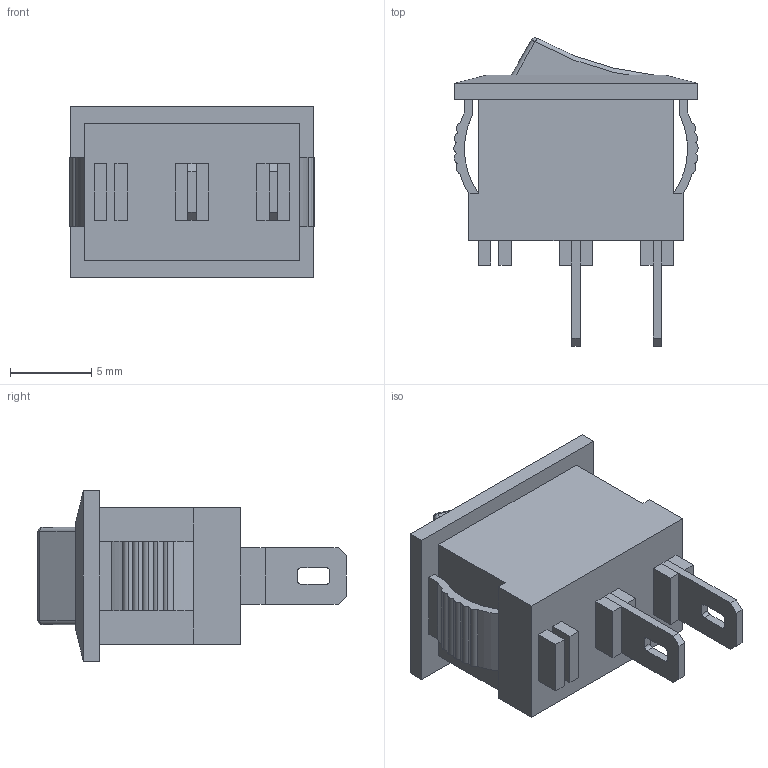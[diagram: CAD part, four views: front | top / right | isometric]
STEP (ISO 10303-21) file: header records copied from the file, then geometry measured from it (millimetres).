
FILE_DESCRIPTION (( 'STEP AP214' ), '1' );
FILE_NAME ('User Library-KCD11.STEP', '2012-06-04T08:42:52', ( 'sysAdmin' ), ( 'SolidWorks' ), 'SwSTEP 2.0', 'SolidWorks 2012', '' );
FILE_SCHEMA (( 'AUTOMOTIVE_DESIGN' ));
Length unit declared in the file: millimetre
Products named in the file (1): User Library-KCD11
Bounding box: 15.06 x 19.01 x 10.5 mm (x, y, z)
Volume: 1216.4 mm3; surface area: 1309.1 mm2
Topology: 1 solids, 1 shells, 128 faces, 343 edges, 222 vertices
Faces by surface type: plane 86, cylinder 38, sphere 2, torus 2
Entity records: 4537 total; most frequent: CARTESIAN_POINT 760, ORIENTED_EDGE 678, DIRECTION 659, EDGE_CURVE 339, VECTOR 257, LINE 257, VERTEX_POINT 220, AXIS2_PLACEMENT_3D 201
